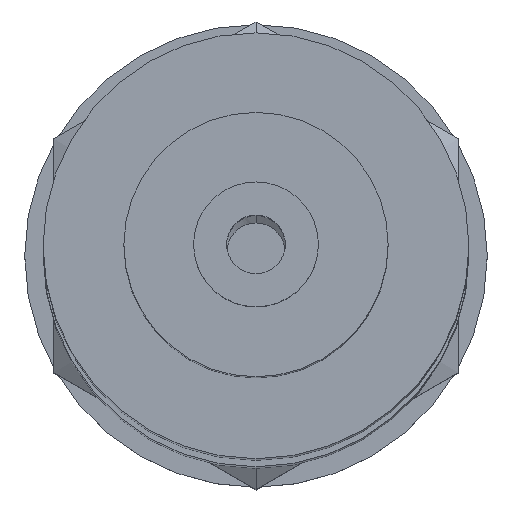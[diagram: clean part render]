
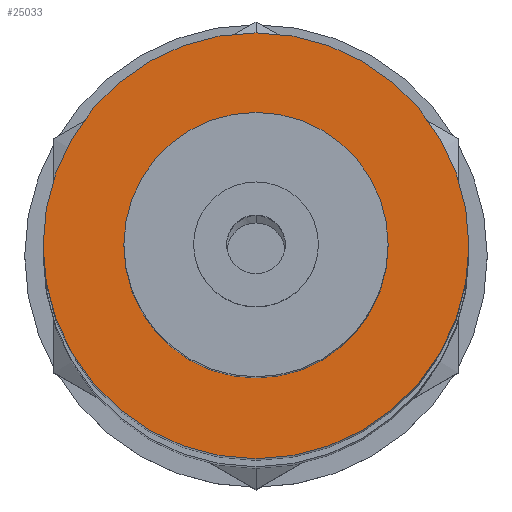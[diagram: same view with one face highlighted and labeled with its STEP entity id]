
A CAD part, top view. The second image highlights one B-rep face of the part: STEP entity #25033.
In plain terms, the highlighted face is planar.
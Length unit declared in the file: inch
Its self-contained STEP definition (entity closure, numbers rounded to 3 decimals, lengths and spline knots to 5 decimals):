
#24750=CARTESIAN_POINT('',(0.,0.,-0.15409));
#24751=DIRECTION('',(0.,0.,1.));
#24752=DIRECTION('',(0.,1.,0.));
#24753=AXIS2_PLACEMENT_3D('',#24750,#24751,#24752);
#24759=CARTESIAN_POINT('',(0.,0.,-0.15409));
#24760=DIRECTION('',(0.,0.,-1.));
#24761=DIRECTION('',(0.,1.,0.));
#24762=AXIS2_PLACEMENT_3D('',#24759,#24760,#24761);
#24768=CARTESIAN_POINT('',(0.,0.,-0.15409));
#24769=DIRECTION('',(0.,0.,1.));
#24770=DIRECTION('',(0.,1.,0.));
#24771=AXIS2_PLACEMENT_3D('',#24768,#24769,#24770);
#24773=CARTESIAN_POINT('',(0.,0.,-0.15409));
#24774=DIRECTION('',(0.,0.,-1.));
#24775=DIRECTION('',(0.,1.,0.));
#24776=AXIS2_PLACEMENT_3D('',#24773,#24774,#24775);
#24941=CARTESIAN_POINT('',(0.,0.09,-0.15409));
#24943=VERTEX_POINT('',#24941);
#24944=CARTESIAN_POINT('',(0.,0.145,-0.15409));
#24946=VERTEX_POINT('',#24944);
#24965=CARTESIAN_POINT('',(0.,-0.09,-0.15409));
#24967=VERTEX_POINT('',#24965);
#24968=CARTESIAN_POINT('',(0.,-0.145,-0.15409));
#24970=VERTEX_POINT('',#24968);
#25018=CARTESIAN_POINT('',(0.,0.,-0.15409));
#25019=DIRECTION('',(0.,0.,1.));
#25020=DIRECTION('',(0.,1.,0.));
#25021=AXIS2_PLACEMENT_3D('',#25018,#25019,#25020);
#25022=PLANE('',#25021);
#25023=ORIENTED_EDGE('',*,*,#25011,.F.);
#25024=ORIENTED_EDGE('',*,*,#25000,.T.);
#25025=EDGE_LOOP('',(#25023,#25024));
#25026=FACE_OUTER_BOUND('',#25025,.F.);
#25028=ORIENTED_EDGE('',*,*,#25027,.F.);
#25030=ORIENTED_EDGE('',*,*,#25029,.T.);
#25031=EDGE_LOOP('',(#25028,#25030));
#25032=FACE_BOUND('',#25031,.F.);
#25033=ADVANCED_FACE('',(#25026,#25032),#25022,.F.);
#24754=CIRCLE('',#24753,0.145);
#24763=CIRCLE('',#24762,0.145);
#24772=CIRCLE('',#24771,0.09);
#24777=CIRCLE('',#24776,0.09);
#25000=EDGE_CURVE('',#24946,#24970,#24754,.T.);
#25011=EDGE_CURVE('',#24946,#24970,#24763,.T.);
#25027=EDGE_CURVE('',#24943,#24967,#24772,.T.);
#25029=EDGE_CURVE('',#24943,#24967,#24777,.T.);
